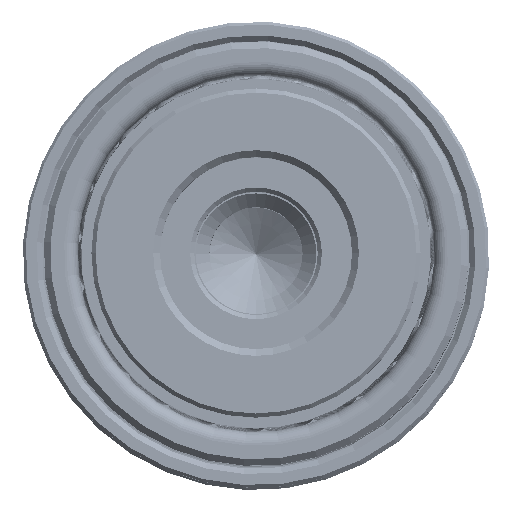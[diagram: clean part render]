
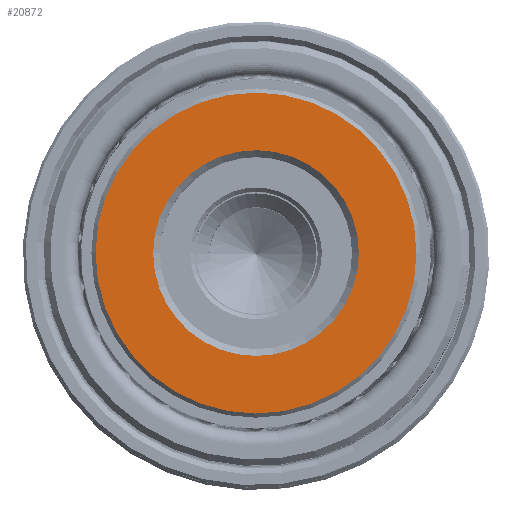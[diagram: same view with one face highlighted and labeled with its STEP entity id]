
A CAD part, top view. The second image highlights one B-rep face of the part: STEP entity #20872.
In plain terms, the highlighted face is planar.
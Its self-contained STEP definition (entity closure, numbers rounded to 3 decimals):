
#804 = ORIENTED_EDGE ( 'NONE', *, *, #9934, .T. ) ;
#2550 = CARTESIAN_POINT ( 'NONE',  ( 7.5, 0., 0. ) ) ;
#3774 = ORIENTED_EDGE ( 'NONE', *, *, #3957, .T. ) ;
#3957 = EDGE_CURVE ( 'NONE', #22650, #33459, #32005, .T. ) ;
#4277 = ORIENTED_EDGE ( 'NONE', *, *, #11195, .T. ) ;
#5586 = CARTESIAN_POINT ( 'NONE',  ( 0., 0., 0. ) ) ;
#6542 = DIRECTION ( 'NONE',  ( 0., 0., -1. ) ) ;
#6977 = CIRCLE ( 'NONE', #36862, 7.5 ) ;
#7209 = CARTESIAN_POINT ( 'NONE',  ( -7.5, 0., 0. ) ) ;
#7532 = CIRCLE ( 'NONE', #31197, 11.7 ) ;
#7617 = CARTESIAN_POINT ( 'NONE',  ( 0., 0., 0. ) ) ;
#8727 = VERTEX_POINT ( 'NONE', #7209 ) ;
#8905 = DIRECTION ( 'NONE',  ( 1., 0., 0. ) ) ;
#9361 = FACE_OUTER_BOUND ( 'NONE', #19054, .T. ) ;
#9616 = CARTESIAN_POINT ( 'NONE',  ( 0., 0., 0. ) ) ;
#9934 = EDGE_CURVE ( 'NONE', #33459, #22650, #7532, .T. ) ;
#11195 = EDGE_CURVE ( 'NONE', #8727, #37311, #36315, .T. ) ;
#12935 = CARTESIAN_POINT ( 'NONE',  ( 11.7, 0., 0. ) ) ;
#12999 = DIRECTION ( 'NONE',  ( 1., 0., 0. ) ) ;
#13017 = DIRECTION ( 'NONE',  ( 0., 0., 1. ) ) ;
#17720 = DIRECTION ( 'NONE',  ( 1., 0., 0. ) ) ;
#18445 = AXIS2_PLACEMENT_3D ( 'NONE', #7617, #37764, #17720 ) ;
#19054 = EDGE_LOOP ( 'NONE', ( #3774, #804 ) ) ;
#20872 = ADVANCED_FACE ( 'NONE', ( #9361, #42861 ), #27703, .F. ) ;
#22650 = VERTEX_POINT ( 'NONE', #12935 ) ;
#26553 = AXIS2_PLACEMENT_3D ( 'NONE', #9616, #33039, #12999 ) ;
#26586 = CARTESIAN_POINT ( 'NONE',  ( 0., 0., 0. ) ) ;
#27324 = AXIS2_PLACEMENT_3D ( 'NONE', #5586, #28999, #8905 ) ;
#27703 = PLANE ( 'NONE',  #18445 ) ;
#27867 = CARTESIAN_POINT ( 'NONE',  ( -11.7, 0., 0. ) ) ;
#28999 = DIRECTION ( 'NONE',  ( 0., 0., 1. ) ) ;
#29950 = DIRECTION ( 'NONE',  ( 1., 0., 0. ) ) ;
#31197 = AXIS2_PLACEMENT_3D ( 'NONE', #26586, #6542, #29950 ) ;
#32005 = CIRCLE ( 'NONE', #26553, 11.7 ) ;
#33039 = DIRECTION ( 'NONE',  ( 0., 0., -1. ) ) ;
#33057 = CARTESIAN_POINT ( 'NONE',  ( 0., 0., 0. ) ) ;
#33459 = VERTEX_POINT ( 'NONE', #27867 ) ;
#33759 = EDGE_LOOP ( 'NONE', ( #4277, #37599 ) ) ;
#35180 = EDGE_CURVE ( 'NONE', #37311, #8727, #6977, .T. ) ;
#36315 = CIRCLE ( 'NONE', #27324, 7.5 ) ;
#36432 = DIRECTION ( 'NONE',  ( 1., 0., 0. ) ) ;
#36862 = AXIS2_PLACEMENT_3D ( 'NONE', #33057, #13017, #36432 ) ;
#37311 = VERTEX_POINT ( 'NONE', #2550 ) ;
#37599 = ORIENTED_EDGE ( 'NONE', *, *, #35180, .T. ) ;
#37764 = DIRECTION ( 'NONE',  ( 0., 0., 1. ) ) ;
#42861 = FACE_BOUND ( 'NONE', #33759, .T. ) ;
